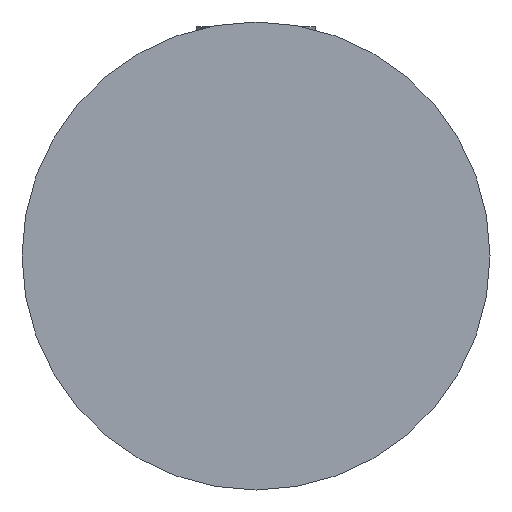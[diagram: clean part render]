
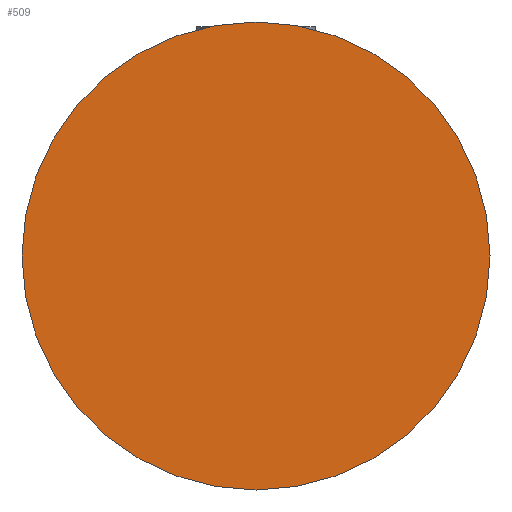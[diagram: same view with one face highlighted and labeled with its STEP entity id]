
A CAD part, front view. The second image highlights one B-rep face of the part: STEP entity #509.
In plain terms, the highlighted planar face has unit normal (0, -1, 0).
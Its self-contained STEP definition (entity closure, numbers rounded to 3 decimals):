
#6 = VERTEX_POINT ( 'NONE', #82 ) ;
#20 = EDGE_LOOP ( 'NONE', ( #221, #53 ) ) ;
#53 = ORIENTED_EDGE ( 'NONE', *, *, #382, .F. ) ;
#82 = CARTESIAN_POINT ( 'NONE',  ( 0., 0., -470. ) ) ;
#86 = FACE_OUTER_BOUND ( 'NONE', #20, .T. ) ;
#104 = VERTEX_POINT ( 'NONE', #379 ) ;
#147 = CARTESIAN_POINT ( 'NONE',  ( 0., 0., 0. ) ) ;
#148 = DIRECTION ( 'NONE',  ( 0., 1., 0. ) ) ;
#150 = DIRECTION ( 'NONE',  ( 0., 0., 1. ) ) ;
#155 = DIRECTION ( 'NONE',  ( 0., 0., 1. ) ) ;
#176 = DIRECTION ( 'NONE',  ( 0., 1., 0. ) ) ;
#178 = CARTESIAN_POINT ( 'NONE',  ( 0., 0., 0. ) ) ;
#221 = ORIENTED_EDGE ( 'NONE', *, *, #627, .F. ) ;
#255 = AXIS2_PLACEMENT_3D ( 'NONE', #178, #176, #155 ) ;
#273 = AXIS2_PLACEMENT_3D ( 'NONE', #636, #630, #633 ) ;
#283 = AXIS2_PLACEMENT_3D ( 'NONE', #147, #148, #150 ) ;
#379 = CARTESIAN_POINT ( 'NONE',  ( 0., 0., 470. ) ) ;
#382 = EDGE_CURVE ( 'NONE', #6, #104, #568, .T. ) ;
#473 = CIRCLE ( 'NONE', #255, 470. ) ;
#509 = ADVANCED_FACE ( 'NONE', ( #86 ), #548, .F. ) ;
#548 = PLANE ( 'NONE',  #273 ) ;
#568 = CIRCLE ( 'NONE', #283, 470. ) ;
#627 = EDGE_CURVE ( 'NONE', #104, #6, #473, .T. ) ;
#630 = DIRECTION ( 'NONE',  ( 0., 1., 0. ) ) ;
#633 = DIRECTION ( 'NONE',  ( 0., 0., 1. ) ) ;
#636 = CARTESIAN_POINT ( 'NONE',  ( 0., 0., 0. ) ) ;
